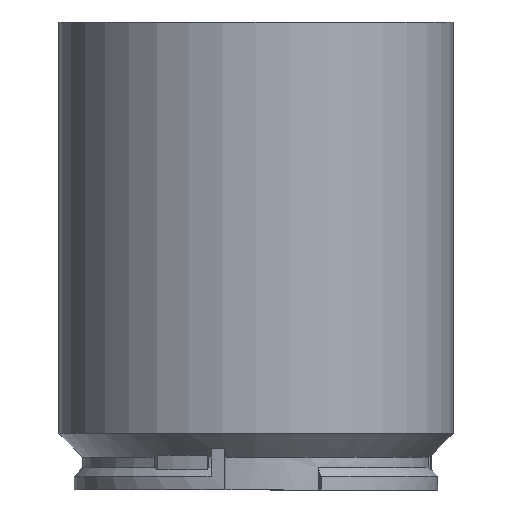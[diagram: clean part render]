
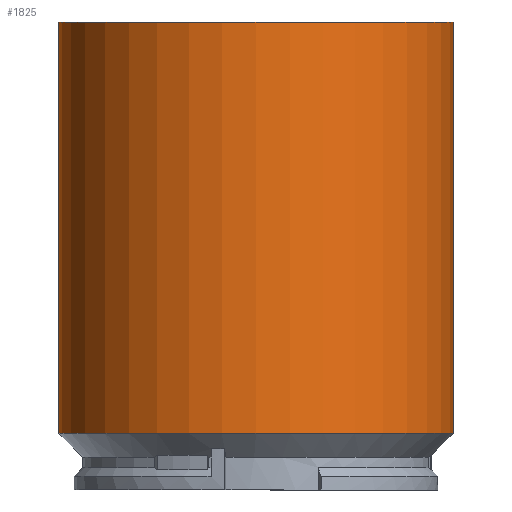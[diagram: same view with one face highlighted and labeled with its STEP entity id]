
A CAD part, left-side view. The second image highlights one B-rep face of the part: STEP entity #1825.
In plain terms, the highlighted cylindrical face has radius 57.5 mm (diameter 115 mm), a partial arc.
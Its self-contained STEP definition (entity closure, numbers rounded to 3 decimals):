
#11 = EDGE_LOOP ( 'NONE', ( #741, #2133, #342, #1588 ) ) ;
#29 = EDGE_CURVE ( 'NONE', #442, #172, #896, .T. ) ;
#36 = DIRECTION ( 'NONE',  ( 0., 0., -1. ) ) ;
#80 = CIRCLE ( 'NONE', #1821, 57.5 ) ;
#172 = VERTEX_POINT ( 'NONE', #1654 ) ;
#336 = LINE ( 'NONE', #1797, #1823 ) ;
#342 = ORIENTED_EDGE ( 'NONE', *, *, #666, .T. ) ;
#442 = VERTEX_POINT ( 'NONE', #1906 ) ;
#444 = DIRECTION ( 'NONE',  ( 0., 1., 0. ) ) ;
#460 = CYLINDRICAL_SURFACE ( 'NONE', #1270, 57.5 ) ;
#547 = CARTESIAN_POINT ( 'NONE',  ( 0., 57.5, 136.5 ) ) ;
#605 = CARTESIAN_POINT ( 'NONE',  ( 0., 0., 16.5 ) ) ;
#641 = DIRECTION ( 'NONE',  ( 0., 0., -1. ) ) ;
#666 = EDGE_CURVE ( 'NONE', #845, #172, #336, .T. ) ;
#741 = ORIENTED_EDGE ( 'NONE', *, *, #878, .F. ) ;
#845 = VERTEX_POINT ( 'NONE', #547 ) ;
#878 = EDGE_CURVE ( 'NONE', #1611, #442, #1819, .T. ) ;
#896 = CIRCLE ( 'NONE', #1840, 57.5 ) ;
#1030 = DIRECTION ( 'NONE',  ( 0., 0., -1. ) ) ;
#1052 = FACE_OUTER_BOUND ( 'NONE', #11, .T. ) ;
#1172 = DIRECTION ( 'NONE',  ( 0., 1., 0. ) ) ;
#1226 = DIRECTION ( 'NONE',  ( 0., 0., -1. ) ) ;
#1242 = CARTESIAN_POINT ( 'NONE',  ( 0., 0., 136.5 ) ) ;
#1270 = AXIS2_PLACEMENT_3D ( 'NONE', #1516, #1030, #1172 ) ;
#1282 = DIRECTION ( 'NONE',  ( 0., 0., -1. ) ) ;
#1516 = CARTESIAN_POINT ( 'NONE',  ( 0., 0., 0. ) ) ;
#1556 = VECTOR ( 'NONE', #36, 1000. ) ;
#1559 = CARTESIAN_POINT ( 'NONE',  ( 0., -57.5, 0. ) ) ;
#1577 = CARTESIAN_POINT ( 'NONE',  ( 0., -57.5, 136.5 ) ) ;
#1588 = ORIENTED_EDGE ( 'NONE', *, *, #29, .F. ) ;
#1611 = VERTEX_POINT ( 'NONE', #1577 ) ;
#1654 = CARTESIAN_POINT ( 'NONE',  ( 0., 57.5, 16.5 ) ) ;
#1732 = DIRECTION ( 'NONE',  ( 0., 1., 0. ) ) ;
#1797 = CARTESIAN_POINT ( 'NONE',  ( 0., 57.5, 0. ) ) ;
#1819 = LINE ( 'NONE', #1559, #1556 ) ;
#1821 = AXIS2_PLACEMENT_3D ( 'NONE', #1242, #1226, #1732 ) ;
#1823 = VECTOR ( 'NONE', #641, 1000. ) ;
#1825 = ADVANCED_FACE ( 'NONE', ( #1052 ), #460, .T. ) ;
#1840 = AXIS2_PLACEMENT_3D ( 'NONE', #605, #1282, #444 ) ;
#1906 = CARTESIAN_POINT ( 'NONE',  ( 0., -57.5, 16.5 ) ) ;
#2127 = EDGE_CURVE ( 'NONE', #1611, #845, #80, .T. ) ;
#2133 = ORIENTED_EDGE ( 'NONE', *, *, #2127, .T. ) ;
